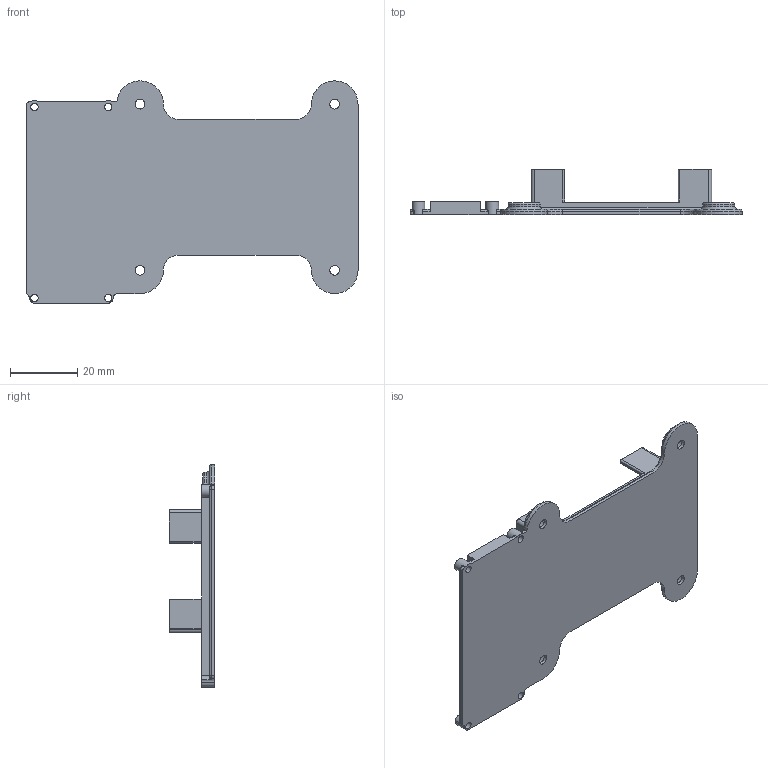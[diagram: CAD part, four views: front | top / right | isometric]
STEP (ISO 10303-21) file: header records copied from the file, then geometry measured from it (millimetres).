
FILE_DESCRIPTION(/* description */ (''),/* implementation_level */ '2;1');
FILE_NAME(/* name */ 'trmnl_mini_midframe.step',/* time_stamp */ '2025-11-06T16:58:11+01:00',/* author */ (''),/* organization */ (''),/* preprocessor_version */ 'ST-DEVELOPER v20.1',/* originating_system */ 'Autodesk Translation Framework v14.17.0.0',/* authorisation */ '');
FILE_SCHEMA (('AUTOMOTIVE_DESIGN { 1 0 10303 214 3 1 1 }'));
Length unit declared in the file: millimetre
Products named in the file (2): 2025-10-30-22-22-38-432; 2025-10-31-19-35-11-917
Assembly tree (1 placements, depth 2):
  2025-10-30-22-22-38-432
    2025-10-31-19-35-11-917
Bounding box: 98.95 x 13.5 x 66.25 mm (x, y, z)
Volume: 15304.9 mm3; surface area: 13250.6 mm2
Topology: 1 solids, 1 shells, 139 faces, 358 edges, 230 vertices
Faces by surface type: cylinder 60, plane 50, torus 26, bspline 3
Full cylindrical faces by diameter (mm): 2.2 x4, 2.9 x4, 3.8 x2, 5.5 x4, 9.5 x4
Entity records: 4465 total; most frequent: CARTESIAN_POINT 860, DIRECTION 804, ORIENTED_EDGE 716, EDGE_CURVE 358, AXIS2_PLACEMENT_3D 317, VERTEX_POINT 230, CIRCLE 178, LINE 170
